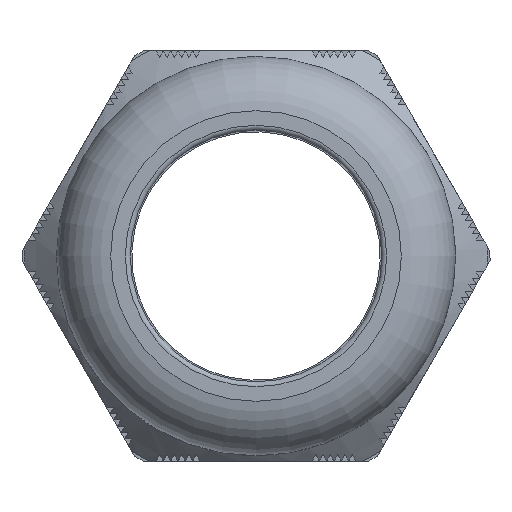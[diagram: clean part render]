
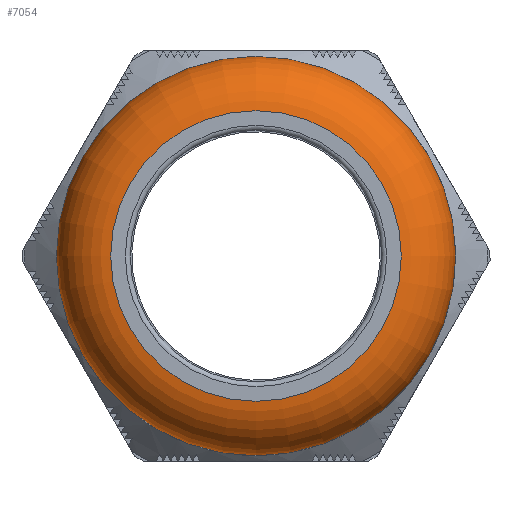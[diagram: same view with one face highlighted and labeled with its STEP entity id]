
A CAD part, left-side view. The second image highlights one B-rep face of the part: STEP entity #7054.
In plain terms, the highlighted toroidal (fillet/blend) face has major radius 14.265 mm and minor radius 6.16 mm.
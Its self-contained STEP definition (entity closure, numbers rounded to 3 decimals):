
#1738=FACE_BOUND('',#2362,.T.);
#1965=FACE_OUTER_BOUND('',#2361,.T.);
#2361=EDGE_LOOP('',(#5837));
#2362=EDGE_LOOP('',(#5838));
#2589=CIRCLE('',#7307,14.875);
#2713=CIRCLE('',#7617,20.425);
#2916=VERTEX_POINT('',#11708);
#3280=VERTEX_POINT('',#13423);
#3645=EDGE_CURVE('',#2916,#2916,#2589,.T.);
#4191=EDGE_CURVE('',#3280,#3280,#2713,.T.);
#5837=ORIENTED_EDGE('',*,*,#4191,.F.);
#5838=ORIENTED_EDGE('',*,*,#3645,.T.);
#6829=TOROIDAL_SURFACE('',#7616,14.265,6.16);
#7054=ADVANCED_FACE('',(#1965,#1738),#6829,.T.);
#7307=AXIS2_PLACEMENT_3D('',#11709,#8028,#8029);
#7616=AXIS2_PLACEMENT_3D('',#13422,#8988,#8989);
#7617=AXIS2_PLACEMENT_3D('',#13424,#8990,#8991);
#8028=DIRECTION('center_axis',(1.,0.,0.));
#8029=DIRECTION('ref_axis',(0.,0.,-1.));
#8988=DIRECTION('center_axis',(1.,0.,0.));
#8989=DIRECTION('ref_axis',(0.,0.,-1.));
#8990=DIRECTION('center_axis',(1.,0.,0.));
#8991=DIRECTION('ref_axis',(0.,0.,-1.));
#11708=CARTESIAN_POINT('',(-26.,14.875,0.));
#11709=CARTESIAN_POINT('Origin',(-26.,0.,0.));
#13422=CARTESIAN_POINT('Origin',(-19.87,0.,0.));
#13423=CARTESIAN_POINT('',(-19.87,20.425,0.));
#13424=CARTESIAN_POINT('Origin',(-19.87,0.,0.));
